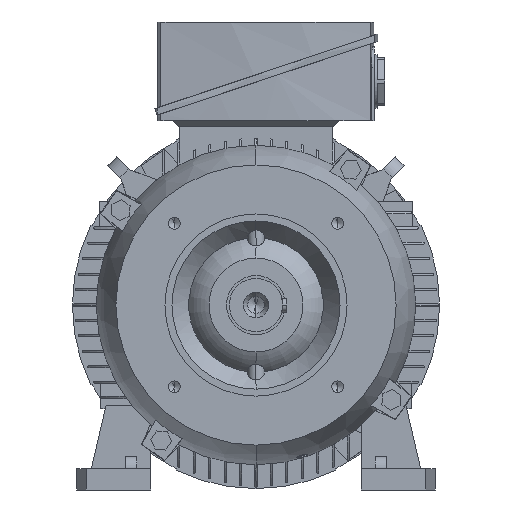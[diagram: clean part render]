
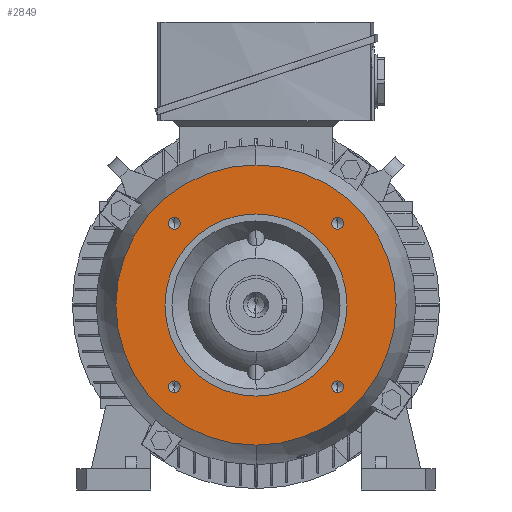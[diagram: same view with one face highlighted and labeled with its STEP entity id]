
A CAD part, left-side view. The second image highlights one B-rep face of the part: STEP entity #2849.
In plain terms, the highlighted planar face has unit normal (-1, 0, 0).
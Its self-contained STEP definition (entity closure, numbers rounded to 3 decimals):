
#2849=ADVANCED_FACE('',(#5740,#5741,#5742,#5743,#5744,#5745),#5746,.T.);
#5740=FACE_BOUND('',#8627,.T.);
#5741=FACE_BOUND('',#8628,.T.);
#5742=FACE_BOUND('',#8629,.T.);
#5743=FACE_BOUND('',#8630,.T.);
#5744=FACE_OUTER_BOUND('',#8631,.T.);
#5745=FACE_BOUND('',#8632,.T.);
#5746=PLANE('',#8633);
#8627=EDGE_LOOP('',(#17705,#17706));
#8628=EDGE_LOOP('',(#17707,#17708));
#8629=EDGE_LOOP('',(#17709,#17710));
#8630=EDGE_LOOP('',(#17711,#17712));
#8631=EDGE_LOOP('',(#17713,#17714));
#8632=EDGE_LOOP('',(#17715,#17716));
#8633=AXIS2_PLACEMENT_3D('',#17717,#17718,#17719);
#17705=ORIENTED_EDGE('',*,*,#21253,.T.);
#17706=ORIENTED_EDGE('',*,*,#17773,.T.);
#17707=ORIENTED_EDGE('',*,*,#21257,.T.);
#17708=ORIENTED_EDGE('',*,*,#17765,.T.);
#17709=ORIENTED_EDGE('',*,*,#21261,.T.);
#17710=ORIENTED_EDGE('',*,*,#17757,.T.);
#17711=ORIENTED_EDGE('',*,*,#21265,.T.);
#17712=ORIENTED_EDGE('',*,*,#17749,.T.);
#17713=ORIENTED_EDGE('',*,*,#21241,.F.);
#17714=ORIENTED_EDGE('',*,*,#17787,.F.);
#17715=ORIENTED_EDGE('',*,*,#17725,.T.);
#17716=ORIENTED_EDGE('',*,*,#21319,.T.);
#17717=CARTESIAN_POINT('',(-50.5,0.0,82.5));
#17718=DIRECTION('',(-1.0,0.0,0.));
#17719=DIRECTION('',(0.,0.0,-1.0));
#17725=EDGE_CURVE('',#21324,#21328,#21330,.T.);
#17749=EDGE_CURVE('',#21368,#21365,#21369,.T.);
#17757=EDGE_CURVE('',#21381,#21378,#21382,.T.);
#17765=EDGE_CURVE('',#21394,#21391,#21395,.T.);
#17773=EDGE_CURVE('',#21407,#21404,#21408,.T.);
#17787=EDGE_CURVE('',#21428,#21431,#21432,.T.);
#21241=EDGE_CURVE('',#21431,#21428,#26588,.T.);
#21253=EDGE_CURVE('',#21404,#21407,#26601,.T.);
#21257=EDGE_CURVE('',#21391,#21394,#26605,.T.);
#21261=EDGE_CURVE('',#21378,#21381,#26609,.T.);
#21265=EDGE_CURVE('',#21365,#21368,#26613,.T.);
#21319=EDGE_CURVE('',#21328,#21324,#26677,.T.);
#21324=VERTEX_POINT('',#26682);
#21328=VERTEX_POINT('',#26687);
#21330=CIRCLE('',#26690,65.0);
#21365=VERTEX_POINT('',#26865);
#21368=VERTEX_POINT('',#26869);
#21369=CIRCLE('',#26870,4.19);
#21378=VERTEX_POINT('',#26882);
#21381=VERTEX_POINT('',#26886);
#21382=CIRCLE('',#26887,4.19);
#21391=VERTEX_POINT('',#26899);
#21394=VERTEX_POINT('',#26903);
#21395=CIRCLE('',#26904,4.19);
#21404=VERTEX_POINT('',#26916);
#21407=VERTEX_POINT('',#26920);
#21408=CIRCLE('',#26921,4.19);
#21428=VERTEX_POINT('',#26957);
#21431=VERTEX_POINT('',#26960);
#21432=CIRCLE('',#26961,100.);
#26588=CIRCLE('',#40917,100.);
#26601=CIRCLE('',#41051,4.19);
#26605=CIRCLE('',#41055,4.19);
#26609=CIRCLE('',#41059,4.19);
#26613=CIRCLE('',#41063,4.19);
#26677=CIRCLE('',#41281,65.0);
#26682=CARTESIAN_POINT('',(-50.5,0.0,65.0));
#26687=CARTESIAN_POINT('',(-50.5,0.,-65.0));
#26690=AXIS2_PLACEMENT_3D('',#41289,#41290,#41291);
#26865=CARTESIAN_POINT('',(-50.5,-58.336,54.146));
#26869=CARTESIAN_POINT('',(-50.5,-58.336,62.526));
#26870=AXIS2_PLACEMENT_3D('',#41317,#41318,#41319);
#26882=CARTESIAN_POINT('',(-50.5,-58.336,-62.526));
#26886=CARTESIAN_POINT('',(-50.5,-58.336,-54.146));
#26887=AXIS2_PLACEMENT_3D('',#41327,#41328,#41329);
#26899=CARTESIAN_POINT('',(-50.5,58.336,-62.526));
#26903=CARTESIAN_POINT('',(-50.5,58.336,-54.146));
#26904=AXIS2_PLACEMENT_3D('',#41337,#41338,#41339);
#26916=CARTESIAN_POINT('',(-50.5,58.336,54.146));
#26920=CARTESIAN_POINT('',(-50.5,58.336,62.526));
#26921=AXIS2_PLACEMENT_3D('',#41347,#41348,#41349);
#26957=CARTESIAN_POINT('',(-50.5,0.,-100.));
#26960=CARTESIAN_POINT('',(-50.5,0.0,100.));
#26961=AXIS2_PLACEMENT_3D('',#41367,#41368,#41369);
#40917=AXIS2_PLACEMENT_3D('',#44589,#44590,#44591);
#41051=AXIS2_PLACEMENT_3D('',#44601,#44602,#44603);
#41055=AXIS2_PLACEMENT_3D('',#44607,#44608,#44609);
#41059=AXIS2_PLACEMENT_3D('',#44613,#44614,#44615);
#41063=AXIS2_PLACEMENT_3D('',#44619,#44620,#44621);
#41281=AXIS2_PLACEMENT_3D('',#44657,#44658,#44659);
#41289=CARTESIAN_POINT('',(-50.5,0.0,0.0));
#41290=DIRECTION('',(1.0,0.0,-0.0));
#41291=DIRECTION('',(0.0,0.0,1.0));
#41317=CARTESIAN_POINT('',(-50.5,-58.336,58.336));
#41318=DIRECTION('',(1.0,0.0,0.));
#41319=DIRECTION('',(0.,0.0,-1.0));
#41327=CARTESIAN_POINT('',(-50.5,-58.336,-58.336));
#41328=DIRECTION('',(1.0,0.0,0.));
#41329=DIRECTION('',(0.,0.0,-1.0));
#41337=CARTESIAN_POINT('',(-50.5,58.336,-58.336));
#41338=DIRECTION('',(1.0,0.0,0.));
#41339=DIRECTION('',(0.,0.0,-1.0));
#41347=CARTESIAN_POINT('',(-50.5,58.336,58.336));
#41348=DIRECTION('',(1.0,0.0,0.));
#41349=DIRECTION('',(0.,0.0,-1.0));
#41367=CARTESIAN_POINT('',(-50.5,0.0,0.0));
#41368=DIRECTION('',(1.0,0.0,-0.0));
#41369=DIRECTION('',(0.0,0.0,1.0));
#44589=CARTESIAN_POINT('',(-50.5,0.0,0.0));
#44590=DIRECTION('',(1.0,0.0,-0.0));
#44591=DIRECTION('',(0.0,0.0,1.0));
#44601=CARTESIAN_POINT('',(-50.5,58.336,58.336));
#44602=DIRECTION('',(1.0,0.0,0.));
#44603=DIRECTION('',(0.,0.0,-1.0));
#44607=CARTESIAN_POINT('',(-50.5,58.336,-58.336));
#44608=DIRECTION('',(1.0,0.0,0.));
#44609=DIRECTION('',(0.,0.0,-1.0));
#44613=CARTESIAN_POINT('',(-50.5,-58.336,-58.336));
#44614=DIRECTION('',(1.0,0.0,0.));
#44615=DIRECTION('',(0.,0.0,-1.0));
#44619=CARTESIAN_POINT('',(-50.5,-58.336,58.336));
#44620=DIRECTION('',(1.0,0.0,0.));
#44621=DIRECTION('',(0.,0.0,-1.0));
#44657=CARTESIAN_POINT('',(-50.5,0.0,0.0));
#44658=DIRECTION('',(1.0,0.0,-0.0));
#44659=DIRECTION('',(0.0,0.0,1.0));
